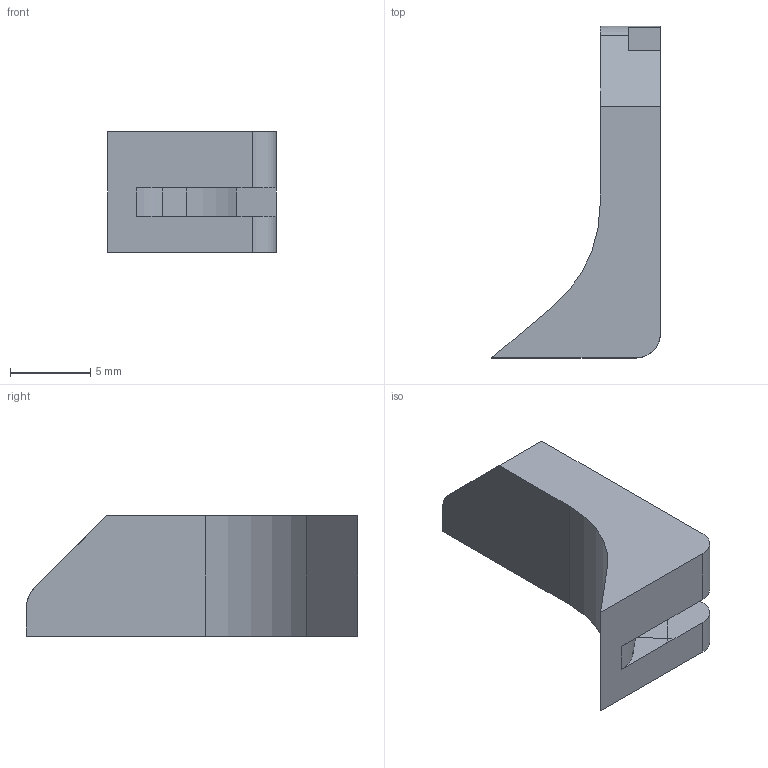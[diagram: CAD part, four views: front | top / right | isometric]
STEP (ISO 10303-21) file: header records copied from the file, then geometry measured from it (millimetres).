
FILE_DESCRIPTION(/* description */ (''),/* implementation_level */ '2;1');
FILE_NAME(/* name */ 'McH - Indicator Light Slot Support.step',/* time_stamp */ '2017-10-23T19:13:44-04:00',/* author */ 'David Madison',/* organization */ (''),/* preprocessor_version */ 'ST-DEVELOPER v16.13',/* originating_system */ 'Autodesk Translation Framework v6.1.1.50',/* authorisation */ '');
FILE_SCHEMA (('AUTOMOTIVE_DESIGN { 1 0 10303 214 3 1 1 }'));
Length unit declared in the file: millimetre
Products named in the file (1): McH - Indicator Light Slot Support
Bounding box: 10.49 x 20.65 x 7.5 mm (x, y, z)
Volume: 599.8 mm3; surface area: 686 mm2
Topology: 1 solids, 1 shells, 33 faces, 85 edges, 54 vertices
Faces by surface type: plane 26, cylinder 7
Entity records: 1023 total; most frequent: CARTESIAN_POINT 173, DIRECTION 172, ORIENTED_EDGE 170, EDGE_CURVE 85, LINE 66, VECTOR 66, VERTEX_POINT 54, AXIS2_PLACEMENT_3D 53
